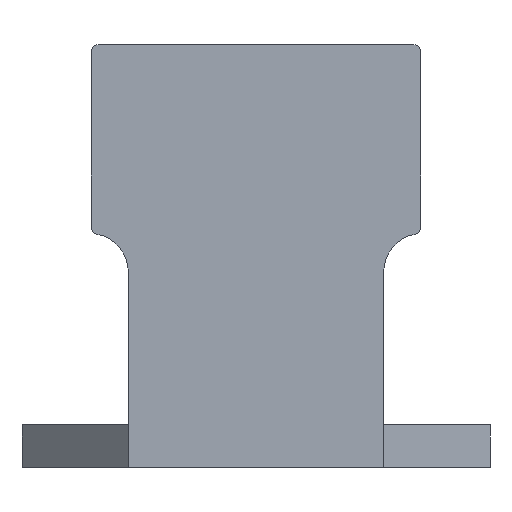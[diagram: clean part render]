
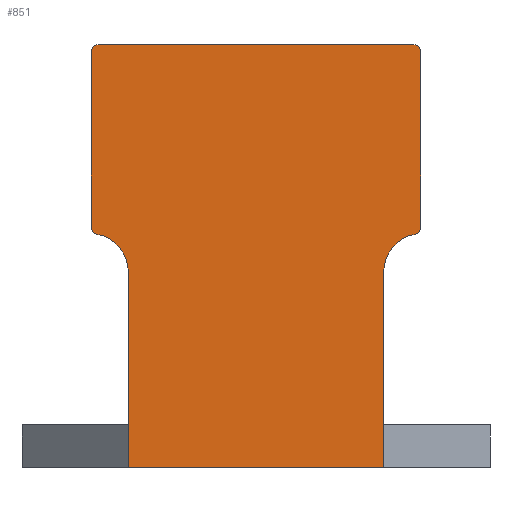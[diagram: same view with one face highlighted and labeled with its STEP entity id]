
A CAD part, left-side view. The second image highlights one B-rep face of the part: STEP entity #851.
In plain terms, the highlighted planar face has unit normal (-1, 0, 0).
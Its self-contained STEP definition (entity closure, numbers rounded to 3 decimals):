
#22=PLANE('',#913);
#52=FACE_OUTER_BOUND('',#98,.T.);
#98=EDGE_LOOP('',(#584,#585,#586,#587,#588,#589,#590,#591,#592,#593,#594,
#595));
#148=LINE('',#1255,#240);
#151=LINE('',#1261,#243);
#152=LINE('',#1267,#244);
#153=LINE('',#1269,#245);
#154=LINE('',#1271,#246);
#155=LINE('',#1277,#247);
#240=VECTOR('',#1001,10.);
#243=VECTOR('',#1006,10.);
#244=VECTOR('',#1011,10.);
#245=VECTOR('',#1012,10.);
#246=VECTOR('',#1013,10.);
#247=VECTOR('',#1018,10.);
#331=CIRCLE('',#911,1.);
#332=CIRCLE('',#914,1.);
#333=CIRCLE('',#915,5.5);
#334=CIRCLE('',#916,5.5);
#335=CIRCLE('',#917,1.);
#336=CIRCLE('',#918,1.);
#366=VERTEX_POINT('',#1248);
#367=VERTEX_POINT('',#1250);
#368=VERTEX_POINT('',#1254);
#370=VERTEX_POINT('',#1260);
#371=VERTEX_POINT('',#1262);
#372=VERTEX_POINT('',#1264);
#373=VERTEX_POINT('',#1266);
#374=VERTEX_POINT('',#1268);
#375=VERTEX_POINT('',#1270);
#376=VERTEX_POINT('',#1272);
#377=VERTEX_POINT('',#1274);
#378=VERTEX_POINT('',#1276);
#450=EDGE_CURVE('',#366,#367,#331,.T.);
#452=EDGE_CURVE('',#367,#368,#148,.T.);
#455=EDGE_CURVE('',#370,#366,#151,.T.);
#456=EDGE_CURVE('',#371,#370,#332,.T.);
#457=EDGE_CURVE('',#371,#372,#333,.F.);
#458=EDGE_CURVE('',#372,#373,#152,.F.);
#459=EDGE_CURVE('',#374,#373,#153,.T.);
#460=EDGE_CURVE('',#375,#374,#154,.T.);
#461=EDGE_CURVE('',#376,#375,#334,.T.);
#462=EDGE_CURVE('',#377,#376,#335,.T.);
#463=EDGE_CURVE('',#378,#377,#155,.T.);
#464=EDGE_CURVE('',#368,#378,#336,.T.);
#584=ORIENTED_EDGE('',*,*,#450,.F.);
#585=ORIENTED_EDGE('',*,*,#455,.F.);
#586=ORIENTED_EDGE('',*,*,#456,.F.);
#587=ORIENTED_EDGE('',*,*,#457,.T.);
#588=ORIENTED_EDGE('',*,*,#458,.T.);
#589=ORIENTED_EDGE('',*,*,#459,.F.);
#590=ORIENTED_EDGE('',*,*,#460,.F.);
#591=ORIENTED_EDGE('',*,*,#461,.F.);
#592=ORIENTED_EDGE('',*,*,#462,.F.);
#593=ORIENTED_EDGE('',*,*,#463,.F.);
#594=ORIENTED_EDGE('',*,*,#464,.F.);
#595=ORIENTED_EDGE('',*,*,#452,.F.);
#851=ADVANCED_FACE('',(#52),#22,.F.);
#911=AXIS2_PLACEMENT_3D('',#1251,#996,#997);
#913=AXIS2_PLACEMENT_3D('',#1259,#1004,#1005);
#914=AXIS2_PLACEMENT_3D('',#1263,#1007,#1008);
#915=AXIS2_PLACEMENT_3D('',#1265,#1009,#1010);
#916=AXIS2_PLACEMENT_3D('',#1273,#1014,#1015);
#917=AXIS2_PLACEMENT_3D('',#1275,#1016,#1017);
#918=AXIS2_PLACEMENT_3D('',#1278,#1019,#1020);
#996=DIRECTION('center_axis',(1.,0.,0.));
#997=DIRECTION('ref_axis',(0.,0.707,0.707));
#1001=DIRECTION('',(0.,-1.,0.));
#1004=DIRECTION('center_axis',(1.,0.,0.));
#1005=DIRECTION('ref_axis',(0.,1.,0.));
#1006=DIRECTION('',(0.,0.,1.));
#1007=DIRECTION('center_axis',(1.,0.,0.));
#1008=DIRECTION('ref_axis',(0.,0.772,-0.635));
#1009=DIRECTION('center_axis',(-1.,0.,0.));
#1010=DIRECTION('ref_axis',(0.,-0.045,0.999));
#1011=DIRECTION('',(0.,0.,1.));
#1012=DIRECTION('',(0.,1.,0.));
#1013=DIRECTION('',(0.,0.,-1.));
#1014=DIRECTION('center_axis',(-1.,0.,0.));
#1015=DIRECTION('ref_axis',(0.,0.045,0.999));
#1016=DIRECTION('center_axis',(1.,0.,0.));
#1017=DIRECTION('ref_axis',(0.,-0.772,-0.635));
#1018=DIRECTION('',(0.,0.,-1.));
#1019=DIRECTION('center_axis',(1.,0.,0.));
#1020=DIRECTION('ref_axis',(0.,-0.707,0.707));
#1248=CARTESIAN_POINT('',(69.,23.25,11.375));
#1250=CARTESIAN_POINT('',(69.,22.25,12.375));
#1251=CARTESIAN_POINT('Origin',(69.,22.25,11.375));
#1254=CARTESIAN_POINT('',(69.,-22.25,12.375));
#1255=CARTESIAN_POINT('',(69.,11.125,12.375));
#1259=CARTESIAN_POINT('Origin',(69.,0.,-16.938));
#1260=CARTESIAN_POINT('',(69.,23.25,-13.366));
#1261=CARTESIAN_POINT('',(69.,23.25,-15.094));
#1262=CARTESIAN_POINT('',(69.,22.442,-14.347));
#1263=CARTESIAN_POINT('Origin',(69.,22.25,-13.366));
#1264=CARTESIAN_POINT('',(69.,18.,-19.744));
#1265=CARTESIAN_POINT('Origin',(69.,23.5,-19.744));
#1266=CARTESIAN_POINT('',(69.,18.,-47.25));
#1267=CARTESIAN_POINT('',(69.,18.,-29.969));
#1268=CARTESIAN_POINT('',(69.,-18.,-47.25));
#1269=CARTESIAN_POINT('',(69.,-7.375,-47.25));
#1270=CARTESIAN_POINT('',(69.,-18.,-19.744));
#1271=CARTESIAN_POINT('',(69.,-18.,-15.094));
#1272=CARTESIAN_POINT('',(69.,-22.442,-14.347));
#1273=CARTESIAN_POINT('Origin',(69.,-23.5,-19.744));
#1274=CARTESIAN_POINT('',(69.,-23.25,-13.366));
#1275=CARTESIAN_POINT('Origin',(69.,-22.25,-13.366));
#1276=CARTESIAN_POINT('',(69.,-23.25,11.375));
#1277=CARTESIAN_POINT('',(69.,-23.25,-2.781));
#1278=CARTESIAN_POINT('Origin',(69.,-22.25,11.375));
